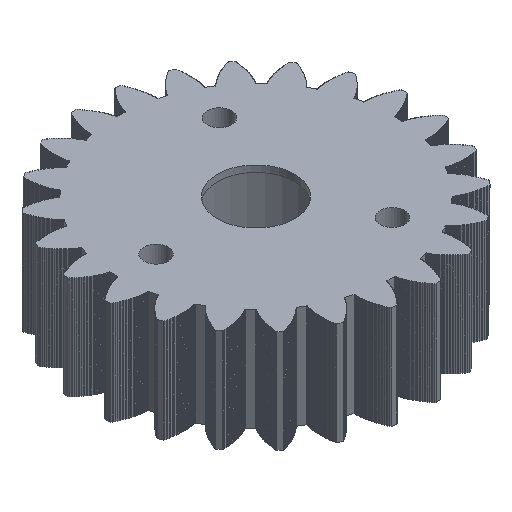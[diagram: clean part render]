
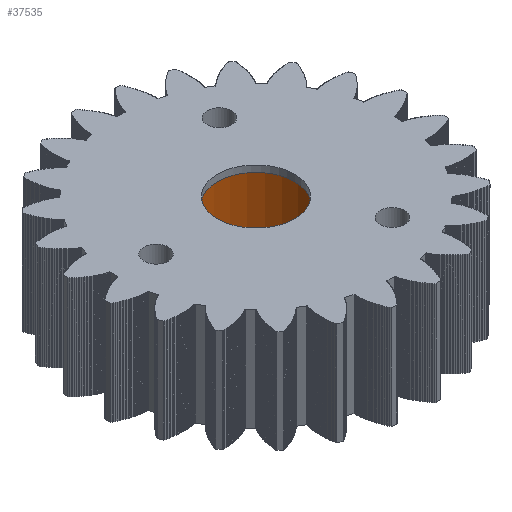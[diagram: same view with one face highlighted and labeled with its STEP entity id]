
A CAD part, isometric view. The second image highlights one B-rep face of the part: STEP entity #37535.
In plain terms, the highlighted cylindrical face has radius 5.5 mm (diameter 11 mm), a full revolution.
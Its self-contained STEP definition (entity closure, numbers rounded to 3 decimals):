
#19=CYLINDRICAL_SURFACE('',#39391,5.5);
#34=CIRCLE('',#39383,5.5);
#35=CIRCLE('',#39384,5.5);
#39=CIRCLE('',#39392,5.5);
#958=FACE_OUTER_BOUND('',#2795,.T.);
#2795=EDGE_LOOP('',(#29309,#29310,#29311,#29312,#29313));
#7366=LINE('',#56803,#12843);
#12843=VECTOR('',#45821,5.5);
#17409=VERTEX_POINT('',#56784);
#17410=VERTEX_POINT('',#56785);
#17414=VERTEX_POINT('',#56801);
#21981=EDGE_CURVE('',#17409,#17410,#34,.T.);
#21982=EDGE_CURVE('',#17410,#17409,#35,.T.);
#21989=EDGE_CURVE('',#17414,#17414,#39,.T.);
#21990=EDGE_CURVE('',#17414,#17410,#7366,.T.);
#29309=ORIENTED_EDGE('',*,*,#21989,.F.);
#29310=ORIENTED_EDGE('',*,*,#21990,.T.);
#29311=ORIENTED_EDGE('',*,*,#21982,.T.);
#29312=ORIENTED_EDGE('',*,*,#21981,.T.);
#29313=ORIENTED_EDGE('',*,*,#21990,.F.);
#37535=ADVANCED_FACE('',(#958),#19,.F.);
#39383=AXIS2_PLACEMENT_3D('',#56786,#45798,#45799);
#39384=AXIS2_PLACEMENT_3D('',#56787,#45800,#45801);
#39391=AXIS2_PLACEMENT_3D('',#56800,#45817,#45818);
#39392=AXIS2_PLACEMENT_3D('',#56802,#45819,#45820);
#45798=DIRECTION('center_axis',(0.,0.,1.));
#45799=DIRECTION('ref_axis',(-1.,0.,0.));
#45800=DIRECTION('center_axis',(0.,0.,1.));
#45801=DIRECTION('ref_axis',(-1.,0.,0.));
#45817=DIRECTION('center_axis',(0.,0.,
1.));
#45818=DIRECTION('ref_axis',(-1.,0.,0.));
#45819=DIRECTION('center_axis',(0.,0.,1.));
#45820=DIRECTION('ref_axis',(-1.,0.,0.));
#45821=DIRECTION('',(0.,0.,1.));
#56784=CARTESIAN_POINT('',(-5.5,0.,7.5));
#56785=CARTESIAN_POINT('',(5.5,0.,7.5));
#56786=CARTESIAN_POINT('Origin',(0.,0.,
7.5));
#56787=CARTESIAN_POINT('Origin',(0.,0.,
7.5));
#56800=CARTESIAN_POINT('Origin',(0.,0.,0.));
#56801=CARTESIAN_POINT('',(5.5,0.,0.));
#56802=CARTESIAN_POINT('Origin',(0.,0.,0.));
#56803=CARTESIAN_POINT('',(5.5,0.,0.));
